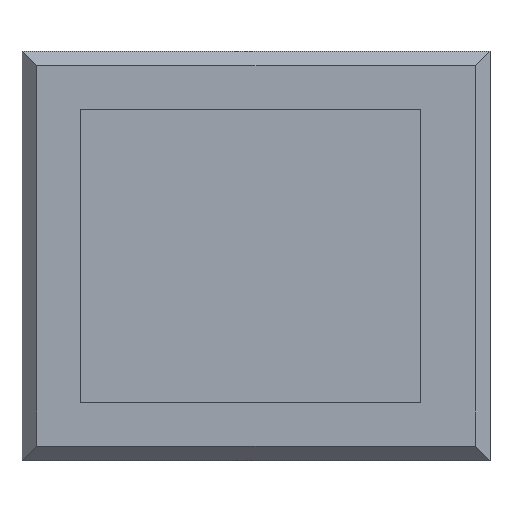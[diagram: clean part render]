
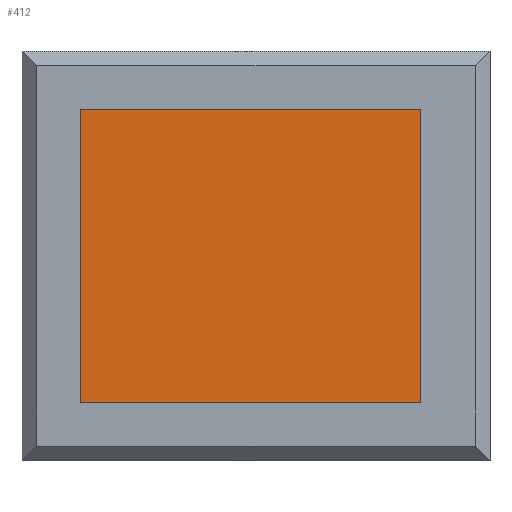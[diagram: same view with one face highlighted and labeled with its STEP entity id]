
A CAD part, top view. The second image highlights one B-rep face of the part: STEP entity #412.
In plain terms, the highlighted planar face has unit normal (0, 0, 1).
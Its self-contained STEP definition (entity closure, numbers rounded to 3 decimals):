
#311=CARTESIAN_POINT('',(2.728,2.4,0.67));
#312=VERTEX_POINT('',#311);
#319=CARTESIAN_POINT('',(2.728,0.4,0.67));
#320=VERTEX_POINT('',#319);
#321=CARTESIAN_POINT('',(2.728,2.4,0.67));
#322=DIRECTION('',(0.,-1.,0.));
#323=VECTOR('',#322,2.);
#324=LINE('',#321,#323);
#325=EDGE_CURVE('',#312,#320,#324,.T.);
#342=CARTESIAN_POINT('',(0.4,2.4,0.67));
#343=VERTEX_POINT('',#342);
#350=CARTESIAN_POINT('',(0.4,2.4,0.67));
#351=DIRECTION('',(1.,0.,-0.));
#352=VECTOR('',#351,2.328);
#353=LINE('',#350,#352);
#354=EDGE_CURVE('',#343,#312,#353,.T.);
#366=CARTESIAN_POINT('',(0.4,0.4,0.67));
#367=VERTEX_POINT('',#366);
#374=CARTESIAN_POINT('',(0.4,0.4,0.67));
#375=DIRECTION('',(0.,1.,0.));
#376=VECTOR('',#375,2.);
#377=LINE('',#374,#376);
#378=EDGE_CURVE('',#367,#343,#377,.T.);
#391=CARTESIAN_POINT('',(2.728,0.4,0.67));
#392=DIRECTION('',(-1.,-0.,0.));
#393=VECTOR('',#392,2.328);
#394=LINE('',#391,#393);
#395=EDGE_CURVE('',#320,#367,#394,.T.);
#401=CARTESIAN_POINT('',(0.,0.,0.67));
#402=DIRECTION('',(0.,0.,1.));
#403=DIRECTION('',(-1.,0.,0.));
#404=AXIS2_PLACEMENT_3D('',#401,#402,#403);
#405=PLANE('',#404);
#406=ORIENTED_EDGE('',*,*,#325,.F.);
#407=ORIENTED_EDGE('',*,*,#354,.F.);
#408=ORIENTED_EDGE('',*,*,#378,.F.);
#409=ORIENTED_EDGE('',*,*,#395,.F.);
#410=EDGE_LOOP('',(#406,#407,#408,#409));
#411=FACE_BOUND('',#410,.T.);
#412=ADVANCED_FACE('',(#411),#405,.T.);
